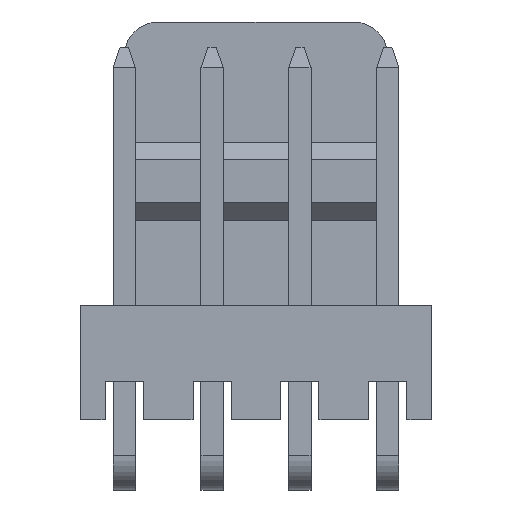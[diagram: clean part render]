
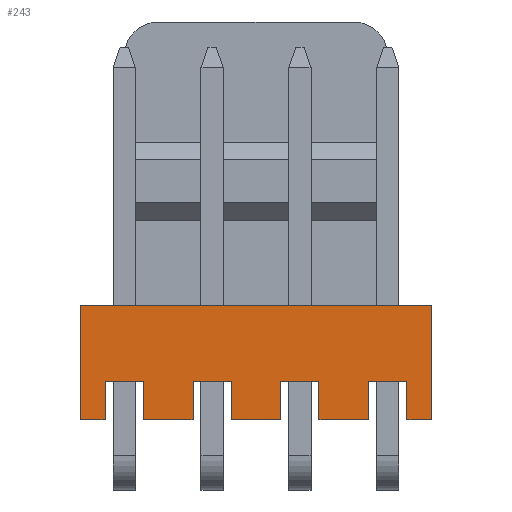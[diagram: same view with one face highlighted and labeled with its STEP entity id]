
A CAD part, top view. The second image highlights one B-rep face of the part: STEP entity #243.
In plain terms, the highlighted face is planar.
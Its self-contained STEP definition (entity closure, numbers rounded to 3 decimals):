
#243=ADVANCED_FACE('',(#419),#2759,.T.);
#419=FACE_OUTER_BOUND('',#611,.T.);
#611=EDGE_LOOP('',(#1413,#1414,#1415,#1416,#1417,#1418,#1419,#1420,#1421,
#1422,#1423,#1424,#1425,#1426,#1427,#1428,#1429,#1430,#1431,#1432));
#1413=ORIENTED_EDGE('',*,*,#1889,.T.);
#1414=ORIENTED_EDGE('',*,*,#1678,.F.);
#1415=ORIENTED_EDGE('',*,*,#1663,.F.);
#1416=ORIENTED_EDGE('',*,*,#1715,.F.);
#1417=ORIENTED_EDGE('',*,*,#1890,.T.);
#1418=ORIENTED_EDGE('',*,*,#1873,.T.);
#1419=ORIENTED_EDGE('',*,*,#1628,.F.);
#1420=ORIENTED_EDGE('',*,*,#1871,.F.);
#1421=ORIENTED_EDGE('',*,*,#1878,.F.);
#1422=ORIENTED_EDGE('',*,*,#1842,.F.);
#1423=ORIENTED_EDGE('',*,*,#1879,.F.);
#1424=ORIENTED_EDGE('',*,*,#1838,.F.);
#1425=ORIENTED_EDGE('',*,*,#1882,.F.);
#1426=ORIENTED_EDGE('',*,*,#1794,.F.);
#1427=ORIENTED_EDGE('',*,*,#1883,.F.);
#1428=ORIENTED_EDGE('',*,*,#1790,.F.);
#1429=ORIENTED_EDGE('',*,*,#1886,.F.);
#1430=ORIENTED_EDGE('',*,*,#1746,.F.);
#1431=ORIENTED_EDGE('',*,*,#1887,.F.);
#1432=ORIENTED_EDGE('',*,*,#1659,.F.);
#1628=EDGE_CURVE('',#2416,#2417,#2058,.T.);
#1659=EDGE_CURVE('',#2446,#2447,#2089,.T.);
#1663=EDGE_CURVE('',#2450,#2451,#2093,.T.);
#1678=EDGE_CURVE('',#2451,#2465,#2108,.T.);
#1715=EDGE_CURVE('',#2486,#2450,#2145,.T.);
#1746=EDGE_CURVE('',#2500,#2501,#2176,.T.);
#1790=EDGE_CURVE('',#2528,#2529,#2220,.T.);
#1794=EDGE_CURVE('',#2532,#2533,#2224,.T.);
#1838=EDGE_CURVE('',#2560,#2561,#2268,.T.);
#1842=EDGE_CURVE('',#2564,#2565,#2272,.T.);
#1871=EDGE_CURVE('',#2584,#2416,#2297,.T.);
#1873=EDGE_CURVE('',#2586,#2417,#2299,.T.);
#1878=EDGE_CURVE('',#2565,#2584,#2304,.T.);
#1879=EDGE_CURVE('',#2561,#2564,#2305,.T.);
#1882=EDGE_CURVE('',#2533,#2560,#2308,.T.);
#1883=EDGE_CURVE('',#2529,#2532,#2309,.T.);
#1886=EDGE_CURVE('',#2501,#2528,#2312,.T.);
#1887=EDGE_CURVE('',#2447,#2500,#2313,.T.);
#1889=EDGE_CURVE('',#2446,#2465,#2315,.T.);
#1890=EDGE_CURVE('',#2486,#2586,#2316,.T.);
#2058=B_SPLINE_CURVE_WITH_KNOTS('',1,(#4228,#4229),.UNSPECIFIED.,.F.,.F.,
(2,2),(-10.16,0.),.UNSPECIFIED.);
#2089=B_SPLINE_CURVE_WITH_KNOTS('',1,(#4290,#4291),.UNSPECIFIED.,.F.,.F.,
(2,2),(-1.1,0.),.UNSPECIFIED.);
#2093=B_SPLINE_CURVE_WITH_KNOTS('',1,(#4298,#4299),.UNSPECIFIED.,.F.,.F.,
(2,2),(-1.1,0.),.UNSPECIFIED.);
#2108=B_SPLINE_CURVE_WITH_KNOTS('',1,(#4328,#4329),.UNSPECIFIED.,.F.,.F.,
(2,2),(-1.1,0.),.UNSPECIFIED.);
#2145=B_SPLINE_CURVE_WITH_KNOTS('',1,(#4402,#4403),.UNSPECIFIED.,.F.,.F.,
(2,2),(-1.1,0.),.UNSPECIFIED.);
#2176=B_SPLINE_CURVE_WITH_KNOTS('',1,(#4464,#4465),.UNSPECIFIED.,.F.,.F.,
(2,2),(-1.1,0.),.UNSPECIFIED.);
#2220=B_SPLINE_CURVE_WITH_KNOTS('',1,(#4552,#4553),.UNSPECIFIED.,.F.,.F.,
(2,2),(-1.1,0.),.UNSPECIFIED.);
#2224=B_SPLINE_CURVE_WITH_KNOTS('',1,(#4560,#4561),.UNSPECIFIED.,.F.,.F.,
(2,2),(-1.1,0.),.UNSPECIFIED.);
#2268=B_SPLINE_CURVE_WITH_KNOTS('',1,(#4648,#4649),.UNSPECIFIED.,.F.,.F.,
(2,2),(-1.1,0.),.UNSPECIFIED.);
#2272=B_SPLINE_CURVE_WITH_KNOTS('',1,(#4656,#4657),.UNSPECIFIED.,.F.,.F.,
(2,2),(-1.1,0.),.UNSPECIFIED.);
#2297=B_SPLINE_CURVE_WITH_KNOTS('',1,(#4718,#4719),.UNSPECIFIED.,.F.,.F.,
(2,2),(0.,3.3),.UNSPECIFIED.);
#2299=B_SPLINE_CURVE_WITH_KNOTS('',1,(#4722,#4723),.UNSPECIFIED.,.F.,.F.,
(2,2),(0.,3.3),.UNSPECIFIED.);
#2304=B_SPLINE_CURVE_WITH_KNOTS('',1,(#4732,#4733),.UNSPECIFIED.,.F.,.F.,
(2,2),(0.,0.72),.UNSPECIFIED.);
#2305=B_SPLINE_CURVE_WITH_KNOTS('',1,(#4734,#4735),.UNSPECIFIED.,.F.,.F.,
(2,2),(-1.1,0.),.UNSPECIFIED.);
#2308=B_SPLINE_CURVE_WITH_KNOTS('',1,(#4740,#4741),.UNSPECIFIED.,.F.,.F.,
(2,2),(0.,1.44),.UNSPECIFIED.);
#2309=B_SPLINE_CURVE_WITH_KNOTS('',1,(#4742,#4743),.UNSPECIFIED.,.F.,.F.,
(2,2),(-1.1,0.),.UNSPECIFIED.);
#2312=B_SPLINE_CURVE_WITH_KNOTS('',1,(#4748,#4749),.UNSPECIFIED.,.F.,.F.,
(2,2),(0.,1.44),.UNSPECIFIED.);
#2313=B_SPLINE_CURVE_WITH_KNOTS('',1,(#4750,#4751),.UNSPECIFIED.,.F.,.F.,
(2,2),(-1.1,0.),.UNSPECIFIED.);
#2315=B_SPLINE_CURVE_WITH_KNOTS('',1,(#4754,#4755),.UNSPECIFIED.,.F.,.F.,
(2,2),(-1.44,0.),.UNSPECIFIED.);
#2316=B_SPLINE_CURVE_WITH_KNOTS('',1,(#4756,#4757),.UNSPECIFIED.,.F.,.F.,
(2,2),(-0.72,0.),.UNSPECIFIED.);
#2416=VERTEX_POINT('',#4055);
#2417=VERTEX_POINT('',#4056);
#2446=VERTEX_POINT('',#4085);
#2447=VERTEX_POINT('',#4086);
#2450=VERTEX_POINT('',#4089);
#2451=VERTEX_POINT('',#4090);
#2465=VERTEX_POINT('',#4104);
#2486=VERTEX_POINT('',#4125);
#2500=VERTEX_POINT('',#4139);
#2501=VERTEX_POINT('',#4140);
#2528=VERTEX_POINT('',#4167);
#2529=VERTEX_POINT('',#4168);
#2532=VERTEX_POINT('',#4171);
#2533=VERTEX_POINT('',#4172);
#2560=VERTEX_POINT('',#4199);
#2561=VERTEX_POINT('',#4200);
#2564=VERTEX_POINT('',#4203);
#2565=VERTEX_POINT('',#4204);
#2584=VERTEX_POINT('',#4223);
#2586=VERTEX_POINT('',#4225);
#2759=PLANE('',#3058);
#3058=AXIS2_PLACEMENT_3D('',#4050,#3254,$);
#3254=DIRECTION('',(0.,-1.,0.));
#4050=CARTESIAN_POINT('',(-6.097,-2.9,-2.119));
#4055=CARTESIAN_POINT('',(-5.08,-2.9,-2.45));
#4056=CARTESIAN_POINT('',(5.08,-2.9,-2.45));
#4085=CARTESIAN_POINT('',(1.82,-2.9,-5.75));
#4086=CARTESIAN_POINT('',(1.82,-2.9,-4.65));
#4089=CARTESIAN_POINT('',(4.36,-2.9,-4.65));
#4090=CARTESIAN_POINT('',(3.26,-2.9,-4.65));
#4104=CARTESIAN_POINT('',(3.26,-2.9,-5.75));
#4125=CARTESIAN_POINT('',(4.36,-2.9,-5.75));
#4139=CARTESIAN_POINT('',(0.72,-2.9,-4.65));
#4140=CARTESIAN_POINT('',(0.72,-2.9,-5.75));
#4167=CARTESIAN_POINT('',(-0.72,-2.9,-5.75));
#4168=CARTESIAN_POINT('',(-0.72,-2.9,-4.65));
#4171=CARTESIAN_POINT('',(-1.82,-2.9,-4.65));
#4172=CARTESIAN_POINT('',(-1.82,-2.9,-5.75));
#4199=CARTESIAN_POINT('',(-3.26,-2.9,-5.75));
#4200=CARTESIAN_POINT('',(-3.26,-2.9,-4.65));
#4203=CARTESIAN_POINT('',(-4.36,-2.9,-4.65));
#4204=CARTESIAN_POINT('',(-4.36,-2.9,-5.75));
#4223=CARTESIAN_POINT('',(-5.08,-2.9,-5.75));
#4225=CARTESIAN_POINT('',(5.08,-2.9,-5.75));
#4228=CARTESIAN_POINT('',(-5.08,-2.9,-2.45));
#4229=CARTESIAN_POINT('',(5.08,-2.9,-2.45));
#4290=CARTESIAN_POINT('',(1.82,-2.9,-5.75));
#4291=CARTESIAN_POINT('',(1.82,-2.9,-4.65));
#4298=CARTESIAN_POINT('',(4.36,-2.9,-4.65));
#4299=CARTESIAN_POINT('',(3.26,-2.9,-4.65));
#4328=CARTESIAN_POINT('',(3.26,-2.9,-4.65));
#4329=CARTESIAN_POINT('',(3.26,-2.9,-5.75));
#4402=CARTESIAN_POINT('',(4.36,-2.9,-5.75));
#4403=CARTESIAN_POINT('',(4.36,-2.9,-4.65));
#4464=CARTESIAN_POINT('',(0.72,-2.9,-4.65));
#4465=CARTESIAN_POINT('',(0.72,-2.9,-5.75));
#4552=CARTESIAN_POINT('',(-0.72,-2.9,-5.75));
#4553=CARTESIAN_POINT('',(-0.72,-2.9,-4.65));
#4560=CARTESIAN_POINT('',(-1.82,-2.9,-4.65));
#4561=CARTESIAN_POINT('',(-1.82,-2.9,-5.75));
#4648=CARTESIAN_POINT('',(-3.26,-2.9,-5.75));
#4649=CARTESIAN_POINT('',(-3.26,-2.9,-4.65));
#4656=CARTESIAN_POINT('',(-4.36,-2.9,-4.65));
#4657=CARTESIAN_POINT('',(-4.36,-2.9,-5.75));
#4718=CARTESIAN_POINT('',(-5.08,-2.9,-5.75));
#4719=CARTESIAN_POINT('',(-5.08,-2.9,-2.45));
#4722=CARTESIAN_POINT('',(5.08,-2.9,-5.75));
#4723=CARTESIAN_POINT('',(5.08,-2.9,-2.45));
#4732=CARTESIAN_POINT('',(-4.36,-2.9,-5.75));
#4733=CARTESIAN_POINT('',(-5.08,-2.9,-5.75));
#4734=CARTESIAN_POINT('',(-3.26,-2.9,-4.65));
#4735=CARTESIAN_POINT('',(-4.36,-2.9,-4.65));
#4740=CARTESIAN_POINT('',(-1.82,-2.9,-5.75));
#4741=CARTESIAN_POINT('',(-3.26,-2.9,-5.75));
#4742=CARTESIAN_POINT('',(-0.72,-2.9,-4.65));
#4743=CARTESIAN_POINT('',(-1.82,-2.9,-4.65));
#4748=CARTESIAN_POINT('',(0.72,-2.9,-5.75));
#4749=CARTESIAN_POINT('',(-0.72,-2.9,-5.75));
#4750=CARTESIAN_POINT('',(1.82,-2.9,-4.65));
#4751=CARTESIAN_POINT('',(0.72,-2.9,-4.65));
#4754=CARTESIAN_POINT('',(1.82,-2.9,-5.75));
#4755=CARTESIAN_POINT('',(3.26,-2.9,-5.75));
#4756=CARTESIAN_POINT('',(4.36,-2.9,-5.75));
#4757=CARTESIAN_POINT('',(5.08,-2.9,-5.75));
